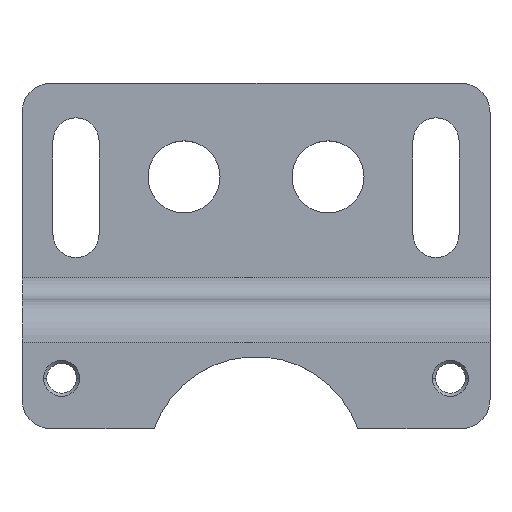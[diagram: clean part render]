
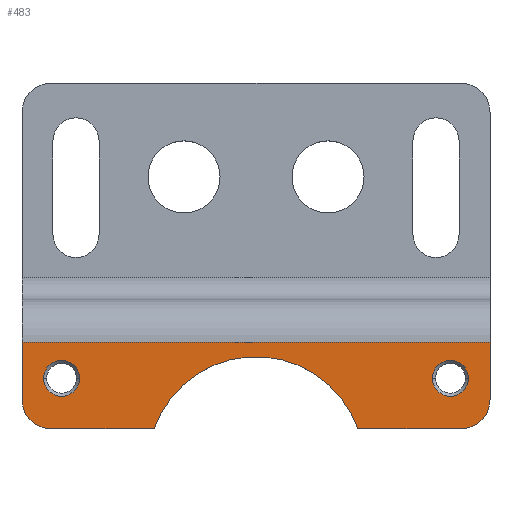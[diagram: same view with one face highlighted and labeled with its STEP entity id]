
A CAD part, top view. The second image highlights one B-rep face of the part: STEP entity #483.
In plain terms, the highlighted planar face has unit normal (0, 0, 1).
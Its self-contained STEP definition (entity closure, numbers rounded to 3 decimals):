
#18 = DIRECTION ( 'NONE',  ( 0., 0., 1. ) ) ;
#50 = EDGE_CURVE ( 'NONE', #1709, #1897, #529, .T. ) ;
#68 = CIRCLE ( 'NONE', #1983, 4. ) ;
#71 = ORIENTED_EDGE ( 'NONE', *, *, #360, .F. ) ;
#87 = LINE ( 'NONE', #1919, #394 ) ;
#192 = DIRECTION ( 'NONE',  ( 1., 0., 0. ) ) ;
#213 = DIRECTION ( 'NONE',  ( 1., 0., 0. ) ) ;
#222 = VECTOR ( 'NONE', #1137, 1000. ) ;
#236 = AXIS2_PLACEMENT_3D ( 'NONE', #759, #1934, #1908 ) ;
#247 = FACE_BOUND ( 'NONE', #554, .T. ) ;
#258 = ORIENTED_EDGE ( 'NONE', *, *, #50, .T. ) ;
#262 = ORIENTED_EDGE ( 'NONE', *, *, #777, .T. ) ;
#281 = VERTEX_POINT ( 'NONE', #1419 ) ;
#311 = EDGE_CURVE ( 'NONE', #944, #1314, #972, .T. ) ;
#360 = EDGE_CURVE ( 'NONE', #1314, #944, #420, .T. ) ;
#362 = DIRECTION ( 'NONE',  ( 1., 0., 0. ) ) ;
#364 = CARTESIAN_POINT ( 'NONE',  ( -27., 7., 0. ) ) ;
#369 = DIRECTION ( 'NONE',  ( 1., 0., 0. ) ) ;
#379 = CARTESIAN_POINT ( 'NONE',  ( 27., 7., 0. ) ) ;
#394 = VECTOR ( 'NONE', #2087, 1000. ) ;
#416 = LINE ( 'NONE', #1760, #1594 ) ;
#420 = CIRCLE ( 'NONE', #778, 2.5 ) ;
#430 = ORIENTED_EDGE ( 'NONE', *, *, #1345, .F. ) ;
#477 = FACE_OUTER_BOUND ( 'NONE', #949, .T. ) ;
#483 = ADVANCED_FACE ( 'NONE', ( #247, #1790, #477 ), #1425, .T. ) ;
#499 = DIRECTION ( 'NONE',  ( 0., 0., 1. ) ) ;
#500 = CARTESIAN_POINT ( 'NONE',  ( 32.5, 4., 0. ) ) ;
#529 = CIRCLE ( 'NONE', #836, 4. ) ;
#554 = EDGE_LOOP ( 'NONE', ( #430, #2080 ) ) ;
#555 = CARTESIAN_POINT ( 'NONE',  ( -14.142, 0., 0. ) ) ;
#558 = ORIENTED_EDGE ( 'NONE', *, *, #749, .F. ) ;
#568 = CARTESIAN_POINT ( 'NONE',  ( -32.5, 44., 0. ) ) ;
#581 = AXIS2_PLACEMENT_3D ( 'NONE', #1197, #499, #1032 ) ;
#622 = EDGE_CURVE ( 'NONE', #281, #1709, #651, .T. ) ;
#651 = LINE ( 'NONE', #2122, #222 ) ;
#672 = DIRECTION ( 'NONE',  ( 0., 0., 1. ) ) ;
#693 = CARTESIAN_POINT ( 'NONE',  ( -28.5, 4., 0. ) ) ;
#710 = CARTESIAN_POINT ( 'NONE',  ( -32.5, 4., 0. ) ) ;
#749 = EDGE_CURVE ( 'NONE', #281, #846, #757, .T. ) ;
#757 = CIRCLE ( 'NONE', #581, 15. ) ;
#759 = CARTESIAN_POINT ( 'NONE',  ( -28.5, 44., 0. ) ) ;
#777 = EDGE_CURVE ( 'NONE', #1973, #1334, #68, .T. ) ;
#778 = AXIS2_PLACEMENT_3D ( 'NONE', #379, #2026, #362 ) ;
#787 = VERTEX_POINT ( 'NONE', #1174 ) ;
#788 = EDGE_CURVE ( 'NONE', #977, #787, #1277, .T. ) ;
#836 = AXIS2_PLACEMENT_3D ( 'NONE', #840, #1012, #192 ) ;
#840 = CARTESIAN_POINT ( 'NONE',  ( 28.5, 4., 0. ) ) ;
#846 = VERTEX_POINT ( 'NONE', #555 ) ;
#934 = LINE ( 'NONE', #568, #1746 ) ;
#944 = VERTEX_POINT ( 'NONE', #2037 ) ;
#949 = EDGE_LOOP ( 'NONE', ( #984, #1608, #262, #1978, #558, #1687, #258, #1237 ) ) ;
#972 = CIRCLE ( 'NONE', #1544, 2.5 ) ;
#975 = CARTESIAN_POINT ( 'NONE',  ( 28.5, 0., 0. ) ) ;
#977 = VERTEX_POINT ( 'NONE', #1725 ) ;
#984 = ORIENTED_EDGE ( 'NONE', *, *, #1017, .T. ) ;
#1007 = ORIENTED_EDGE ( 'NONE', *, *, #311, .F. ) ;
#1012 = DIRECTION ( 'NONE',  ( 0., 0., 1. ) ) ;
#1014 = DIRECTION ( 'NONE',  ( 1., 0., 0. ) ) ;
#1016 = DIRECTION ( 'NONE',  ( 0., 0., 1. ) ) ;
#1017 = EDGE_CURVE ( 'NONE', #1874, #1058, #1884, .T. ) ;
#1032 = DIRECTION ( 'NONE',  ( 1., 0., 0. ) ) ;
#1058 = VERTEX_POINT ( 'NONE', #2061 ) ;
#1137 = DIRECTION ( 'NONE',  ( 1., 0., 0. ) ) ;
#1174 = CARTESIAN_POINT ( 'NONE',  ( -24.5, 7., 0. ) ) ;
#1180 = CARTESIAN_POINT ( 'NONE',  ( 29.5, 7., 0. ) ) ;
#1191 = EDGE_CURVE ( 'NONE', #1897, #1874, #87, .T. ) ;
#1197 = CARTESIAN_POINT ( 'NONE',  ( 0., -5., 0. ) ) ;
#1201 = EDGE_CURVE ( 'NONE', #1334, #846, #416, .T. ) ;
#1210 = CARTESIAN_POINT ( 'NONE',  ( 27., 7., 0. ) ) ;
#1237 = ORIENTED_EDGE ( 'NONE', *, *, #1191, .T. ) ;
#1277 = CIRCLE ( 'NONE', #1302, 2.5 ) ;
#1302 = AXIS2_PLACEMENT_3D ( 'NONE', #1834, #672, #1014 ) ;
#1314 = VERTEX_POINT ( 'NONE', #1180 ) ;
#1334 = VERTEX_POINT ( 'NONE', #1828 ) ;
#1341 = DIRECTION ( 'NONE',  ( 1., 0., 0. ) ) ;
#1345 = EDGE_CURVE ( 'NONE', #787, #977, #1373, .T. ) ;
#1373 = CIRCLE ( 'NONE', #1857, 2.5 ) ;
#1419 = CARTESIAN_POINT ( 'NONE',  ( 14.142, 0., 0. ) ) ;
#1425 = PLANE ( 'NONE',  #236 ) ;
#1544 = AXIS2_PLACEMENT_3D ( 'NONE', #1210, #2035, #369 ) ;
#1577 = EDGE_CURVE ( 'NONE', #1058, #1973, #934, .T. ) ;
#1594 = VECTOR ( 'NONE', #1768, 1000. ) ;
#1608 = ORIENTED_EDGE ( 'NONE', *, *, #1577, .T. ) ;
#1687 = ORIENTED_EDGE ( 'NONE', *, *, #622, .T. ) ;
#1709 = VERTEX_POINT ( 'NONE', #975 ) ;
#1710 = DIRECTION ( 'NONE',  ( 0., -1., 0. ) ) ;
#1725 = CARTESIAN_POINT ( 'NONE',  ( -29.5, 7., 0. ) ) ;
#1739 = DIRECTION ( 'NONE',  ( -1., 0., 0. ) ) ;
#1746 = VECTOR ( 'NONE', #1710, 1000. ) ;
#1760 = CARTESIAN_POINT ( 'NONE',  ( -28.5, 0., 0. ) ) ;
#1768 = DIRECTION ( 'NONE',  ( 1., 0., 0. ) ) ;
#1790 = FACE_BOUND ( 'NONE', #1976, .T. ) ;
#1811 = CARTESIAN_POINT ( 'NONE',  ( 32.5, 12., 0. ) ) ;
#1828 = CARTESIAN_POINT ( 'NONE',  ( -28.5, 0., 0. ) ) ;
#1833 = VECTOR ( 'NONE', #1739, 1000. ) ;
#1834 = CARTESIAN_POINT ( 'NONE',  ( -27., 7., 0. ) ) ;
#1857 = AXIS2_PLACEMENT_3D ( 'NONE', #364, #1016, #213 ) ;
#1874 = VERTEX_POINT ( 'NONE', #1811 ) ;
#1884 = LINE ( 'NONE', #2055, #1833 ) ;
#1897 = VERTEX_POINT ( 'NONE', #500 ) ;
#1908 = DIRECTION ( 'NONE',  ( 1., 0., 0. ) ) ;
#1919 = CARTESIAN_POINT ( 'NONE',  ( 32.5, 4., 0. ) ) ;
#1934 = DIRECTION ( 'NONE',  ( 0., 0., 1. ) ) ;
#1973 = VERTEX_POINT ( 'NONE', #710 ) ;
#1976 = EDGE_LOOP ( 'NONE', ( #71, #1007 ) ) ;
#1978 = ORIENTED_EDGE ( 'NONE', *, *, #1201, .T. ) ;
#1983 = AXIS2_PLACEMENT_3D ( 'NONE', #693, #18, #1341 ) ;
#2026 = DIRECTION ( 'NONE',  ( 0., 0., 1. ) ) ;
#2035 = DIRECTION ( 'NONE',  ( 0., 0., 1. ) ) ;
#2037 = CARTESIAN_POINT ( 'NONE',  ( 24.5, 7., 0. ) ) ;
#2055 = CARTESIAN_POINT ( 'NONE',  ( 45., 12., 0. ) ) ;
#2061 = CARTESIAN_POINT ( 'NONE',  ( -32.5, 12., 0. ) ) ;
#2080 = ORIENTED_EDGE ( 'NONE', *, *, #788, .F. ) ;
#2087 = DIRECTION ( 'NONE',  ( 0., 1., 0. ) ) ;
#2122 = CARTESIAN_POINT ( 'NONE',  ( 14.142, 0., 0. ) ) ;
